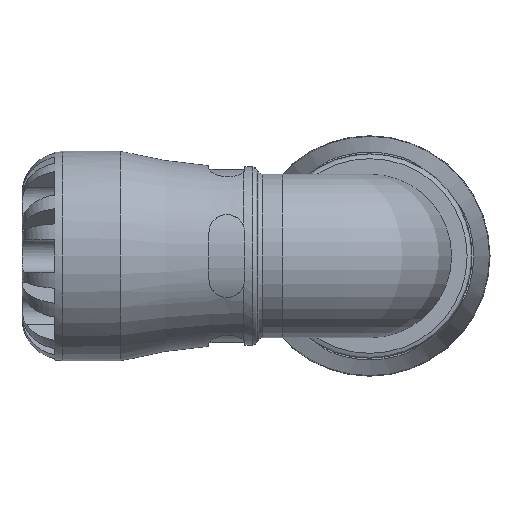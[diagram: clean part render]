
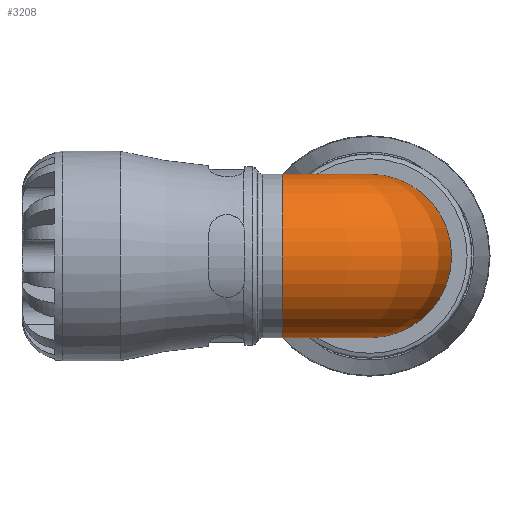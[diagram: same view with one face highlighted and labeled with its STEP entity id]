
A CAD part, left-side view. The second image highlights one B-rep face of the part: STEP entity #3208.
In plain terms, the highlighted toroidal (fillet/blend) face has major radius 17.095 mm and minor radius 15.99 mm.
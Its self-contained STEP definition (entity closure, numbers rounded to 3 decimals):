
#472=TOROIDAL_SURFACE('',#3412,17.095,15.99);
#603=FACE_BOUND('',#836,.T.);
#635=FACE_OUTER_BOUND('',#835,.T.);
#835=EDGE_LOOP('',(#2010));
#836=EDGE_LOOP('',(#2011));
#1055=CIRCLE('',#3403,15.99);
#1061=CIRCLE('',#3413,15.99);
#1228=VERTEX_POINT('',#4673);
#1234=VERTEX_POINT('',#4689);
#1533=EDGE_CURVE('',#1228,#1228,#1055,.T.);
#1539=EDGE_CURVE('',#1234,#1234,#1061,.T.);
#2010=ORIENTED_EDGE('',*,*,#1533,.F.);
#2011=ORIENTED_EDGE('',*,*,#1539,.T.);
#3208=ADVANCED_FACE('',(#635,#603),#472,.T.);
#3403=AXIS2_PLACEMENT_3D('',#4674,#3775,#3776);
#3412=AXIS2_PLACEMENT_3D('',#4688,#3793,#3794);
#3413=AXIS2_PLACEMENT_3D('',#4690,#3795,#3796);
#3775=DIRECTION('center_axis',(1.,0.,0.));
#3776=DIRECTION('ref_axis',(0.,-1.,0.));
#3793=DIRECTION('center_axis',(0.,0.,1.));
#3794=DIRECTION('ref_axis',(1.,0.,0.));
#3795=DIRECTION('center_axis',(0.,-1.,0.));
#3796=DIRECTION('ref_axis',(-1.,0.,0.));
#4673=CARTESIAN_POINT('',(17.095,15.99,0.));
#4674=CARTESIAN_POINT('Origin',(17.095,0.,0.));
#4688=CARTESIAN_POINT('Origin',(17.095,17.095,0.));
#4689=CARTESIAN_POINT('',(15.99,17.095,0.));
#4690=CARTESIAN_POINT('Origin',(0.,17.095,0.));
